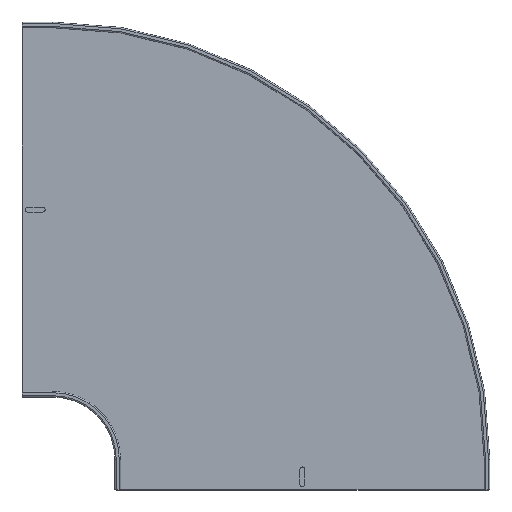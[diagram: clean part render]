
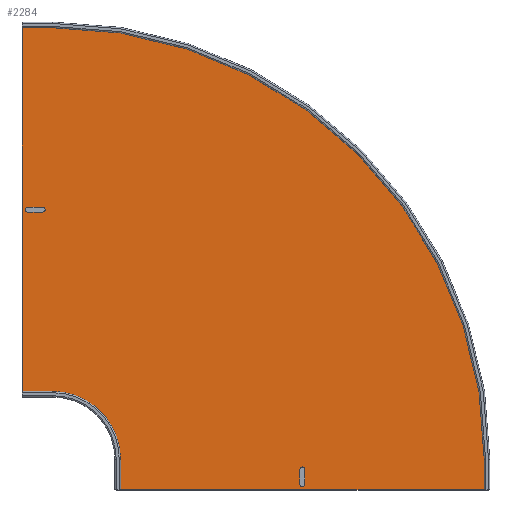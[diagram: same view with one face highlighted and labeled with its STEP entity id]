
A CAD part, top view. The second image highlights one B-rep face of the part: STEP entity #2284.
In plain terms, the highlighted planar face has unit normal (0, 0, 1).
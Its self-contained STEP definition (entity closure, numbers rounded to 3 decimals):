
#107=PLANE('',#2545);
#228=FACE_OUTER_BOUND('',#362,.T.);
#362=EDGE_LOOP('',(#1902,#1903,#1904,#1905,#1906,#1907,#1908,#1909));
#526=LINE('',#3911,#706);
#527=LINE('',#3912,#707);
#528=LINE('',#3914,#708);
#529=LINE('',#3916,#709);
#530=LINE('',#3918,#710);
#531=LINE('',#3921,#711);
#706=VECTOR('',#3198,1.);
#707=VECTOR('',#3199,1.);
#708=VECTOR('',#3200,1.);
#709=VECTOR('',#3201,1.);
#710=VECTOR('',#3202,1.);
#711=VECTOR('',#3205,1.);
#880=CIRCLE('',#2542,102.6);
#883=CIRCLE('',#2546,699.8);
#1077=VERTEX_POINT('',#3901);
#1078=VERTEX_POINT('',#3903);
#1080=VERTEX_POINT('',#3909);
#1081=VERTEX_POINT('',#3910);
#1082=VERTEX_POINT('',#3913);
#1083=VERTEX_POINT('',#3915);
#1084=VERTEX_POINT('',#3917);
#1085=VERTEX_POINT('',#3919);
#1396=EDGE_CURVE('',#1077,#1078,#880,.T.);
#1399=EDGE_CURVE('',#1080,#1081,#526,.T.);
#1400=EDGE_CURVE('',#1078,#1081,#527,.T.);
#1401=EDGE_CURVE('',#1082,#1077,#528,.T.);
#1402=EDGE_CURVE('',#1082,#1083,#529,.T.);
#1403=EDGE_CURVE('',#1083,#1084,#530,.T.);
#1404=EDGE_CURVE('',#1084,#1085,#883,.T.);
#1405=EDGE_CURVE('',#1085,#1080,#531,.T.);
#1902=ORIENTED_EDGE('',*,*,#1399,.T.);
#1903=ORIENTED_EDGE('',*,*,#1400,.F.);
#1904=ORIENTED_EDGE('',*,*,#1396,.F.);
#1905=ORIENTED_EDGE('',*,*,#1401,.F.);
#1906=ORIENTED_EDGE('',*,*,#1402,.T.);
#1907=ORIENTED_EDGE('',*,*,#1403,.T.);
#1908=ORIENTED_EDGE('',*,*,#1404,.T.);
#1909=ORIENTED_EDGE('',*,*,#1405,.T.);
#2284=ADVANCED_FACE('',(#228),#107,.T.);
#2542=AXIS2_PLACEMENT_3D('',#3904,#3190,#3191);
#2545=AXIS2_PLACEMENT_3D('',#3908,#3196,#3197);
#2546=AXIS2_PLACEMENT_3D('',#3920,#3203,#3204);
#3190=DIRECTION('center_axis',(0.,0.,1.));
#3191=DIRECTION('ref_axis',(1.,0.,0.));
#3196=DIRECTION('center_axis',(0.,0.,1.));
#3197=DIRECTION('ref_axis',(1.,0.,0.));
#3198=DIRECTION('',(0.,-1.,0.));
#3199=DIRECTION('',(-1.,0.,0.));
#3200=DIRECTION('',(0.,1.,0.));
#3201=DIRECTION('',(1.,0.,0.));
#3202=DIRECTION('',(0.,1.,0.));
#3203=DIRECTION('center_axis',(0.,0.,1.));
#3204=DIRECTION('ref_axis',(1.,0.,0.));
#3205=DIRECTION('',(-1.,0.,0.));
#3901=CARTESIAN_POINT('',(160.067,-90.929,0.6));
#3903=CARTESIAN_POINT('',(57.467,11.671,0.6));
#3904=CARTESIAN_POINT('Origin',(57.467,-90.929,0.6));
#3908=CARTESIAN_POINT('Origin',(160.067,-90.929,0.6));
#3909=CARTESIAN_POINT('',(8.167,608.871,0.6));
#3910=CARTESIAN_POINT('',(8.167,11.671,0.6));
#3911=CARTESIAN_POINT('',(8.167,360.271,0.6));
#3912=CARTESIAN_POINT('',(57.467,11.671,0.6));
#3913=CARTESIAN_POINT('',(160.067,-140.229,0.6));
#3914=CARTESIAN_POINT('',(160.067,-140.229,0.6));
#3915=CARTESIAN_POINT('',(757.267,-140.229,0.6));
#3916=CARTESIAN_POINT('',(160.067,-140.229,0.6));
#3917=CARTESIAN_POINT('',(757.267,-90.929,0.6));
#3918=CARTESIAN_POINT('',(757.267,-140.229,0.6));
#3919=CARTESIAN_POINT('',(57.467,608.871,0.6));
#3920=CARTESIAN_POINT('Origin',(57.467,-90.929,0.6));
#3921=CARTESIAN_POINT('',(57.467,608.871,0.6));
